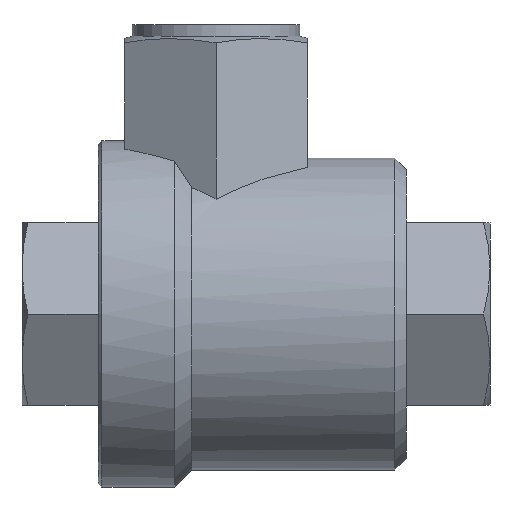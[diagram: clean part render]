
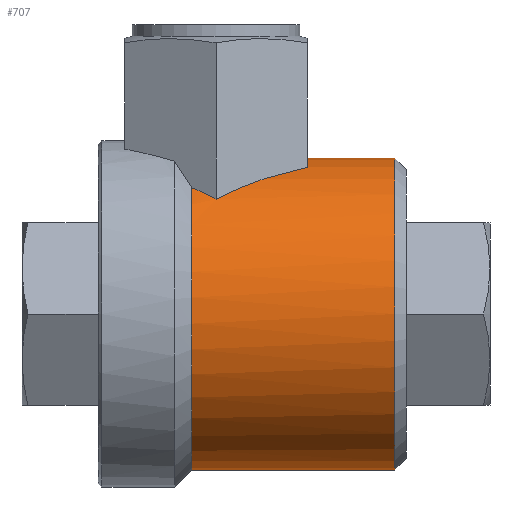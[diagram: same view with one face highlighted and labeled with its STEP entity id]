
A CAD part, left-side view. The second image highlights one B-rep face of the part: STEP entity #707.
In plain terms, the highlighted cylindrical face has radius 20.5 mm (diameter 41 mm), a full revolution.
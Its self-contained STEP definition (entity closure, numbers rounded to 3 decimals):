
#144=ELLIPSE('',#782,41.,20.5);
#145=ELLIPSE('',#783,41.,20.5);
#146=ELLIPSE('',#784,41.,20.5);
#147=ELLIPSE('',#785,41.,20.5);
#149=CYLINDRICAL_SURFACE('',#780,20.5);
#165=ORIENTED_EDGE('',*,*,#361,.F.);
#166=ORIENTED_EDGE('',*,*,#362,.T.);
#167=ORIENTED_EDGE('',*,*,#363,.T.);
#168=ORIENTED_EDGE('',*,*,#359,.T.);
#169=ORIENTED_EDGE('',*,*,#364,.T.);
#170=ORIENTED_EDGE('',*,*,#365,.T.);
#171=ORIENTED_EDGE('',*,*,#366,.T.);
#359=EDGE_CURVE('',#458,#457,#522,.T.);
#361=EDGE_CURVE('',#459,#459,#523,.T.);
#362=EDGE_CURVE('',#460,#461,#144,.T.);
#363=EDGE_CURVE('',#461,#458,#145,.T.);
#364=EDGE_CURVE('',#457,#462,#146,.T.);
#365=EDGE_CURVE('',#462,#463,#147,.T.);
#366=EDGE_CURVE('',#463,#460,#524,.T.);
#457=VERTEX_POINT('',#1089);
#458=VERTEX_POINT('',#1091);
#459=VERTEX_POINT('',#1098);
#460=VERTEX_POINT('',#1100);
#461=VERTEX_POINT('',#1101);
#462=VERTEX_POINT('',#1104);
#463=VERTEX_POINT('',#1106);
#522=CIRCLE('',#779,20.5);
#523=CIRCLE('',#781,20.5);
#524=CIRCLE('',#786,20.5);
#554=EDGE_LOOP('',(#165));
#555=EDGE_LOOP('',(#166,#167,#168,#169,#170,#171));
#622=FACE_BOUND('',#554,.T.);
#623=FACE_BOUND('',#555,.T.);
#707=ADVANCED_FACE('',(#622,#623),#149,.T.);
#779=AXIS2_PLACEMENT_3D('',#1090,#879,#880);
#780=AXIS2_PLACEMENT_3D('',#1096,#881,#882);
#781=AXIS2_PLACEMENT_3D('',#1097,#883,#884);
#782=AXIS2_PLACEMENT_3D('',#1099,#885,#886);
#783=AXIS2_PLACEMENT_3D('',#1102,#887,#888);
#784=AXIS2_PLACEMENT_3D('',#1103,#889,#890);
#785=AXIS2_PLACEMENT_3D('',#1105,#891,#892);
#786=AXIS2_PLACEMENT_3D('',#1107,#893,#894);
#879=DIRECTION('',(0.,-1.,0.));
#880=DIRECTION('',(0.,0.,-1.));
#881=DIRECTION('',(0.,-1.,0.));
#882=DIRECTION('',(0.,0.,-1.));
#883=DIRECTION('',(0.,-1.,0.));
#884=DIRECTION('',(0.,0.,-1.));
#885=DIRECTION('',(-0.866,-0.5,0.));
#886=DIRECTION('',(0.5,-0.866,0.));
#887=DIRECTION('',(-0.866,0.5,0.));
#888=DIRECTION('',(-0.5,-0.866,0.));
#889=DIRECTION('',(0.866,0.5,0.));
#890=DIRECTION('',(0.5,-0.866,0.));
#891=DIRECTION('',(0.866,-0.5,0.));
#892=DIRECTION('',(-0.5,-0.866,0.));
#893=DIRECTION('',(0.,-1.,0.));
#894=DIRECTION('',(0.,0.,-1.));
#1089=CARTESIAN_POINT('',(12.009,3.2,16.614));
#1090=CARTESIAN_POINT('',(0.,3.2,0.));
#1091=CARTESIAN_POINT('',(-12.009,3.2,16.614));
#1096=CARTESIAN_POINT('',(0.,-36.,0.));
#1097=CARTESIAN_POINT('',(0.,-23.5,0.));
#1098=CARTESIAN_POINT('',(0.,-23.5,-20.5));
#1099=CARTESIAN_POINT('',(0.,-24.,0.));
#1100=CARTESIAN_POINT('',(-6.928,-12.,19.294));
#1101=CARTESIAN_POINT('',(-13.856,0.,15.108));
#1102=CARTESIAN_POINT('',(0.,24.,0.));
#1103=CARTESIAN_POINT('',(0.,24.,0.));
#1104=CARTESIAN_POINT('',(13.856,0.,15.108));
#1105=CARTESIAN_POINT('',(0.,-24.,0.));
#1106=CARTESIAN_POINT('',(6.928,-12.,19.294));
#1107=CARTESIAN_POINT('',(0.,-12.,0.));
